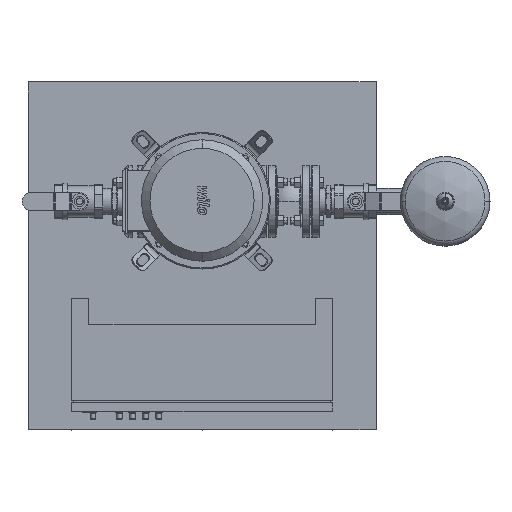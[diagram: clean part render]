
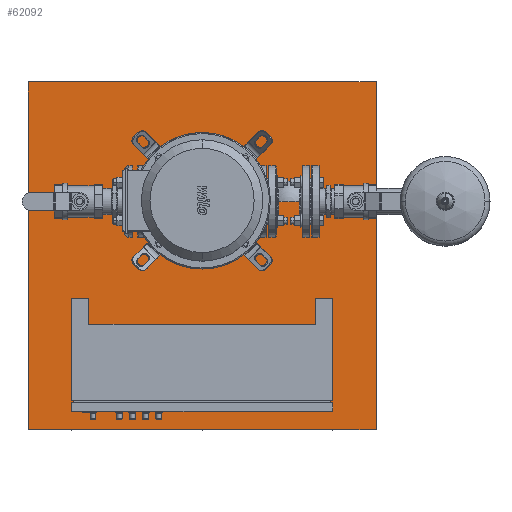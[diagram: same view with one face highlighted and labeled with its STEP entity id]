
A CAD part, top view. The second image highlights one B-rep face of the part: STEP entity #62092.
In plain terms, the highlighted planar face has unit normal (0, 0, 1).
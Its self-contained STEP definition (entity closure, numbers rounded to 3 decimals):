
#62053=CARTESIAN_POINT('',(-400.0,-125.,125.0));
#62054=DIRECTION('',(0.0,0.0,1.0));
#62055=DIRECTION('',(0.0,-1.0,0.0));
#62056=AXIS2_PLACEMENT_3D('',#62053,#62054,#62055);
#62057=PLANE('',#62056);
#62058=CARTESIAN_POINT('',(400.0,-525.0,125.));
#62059=VERTEX_POINT('',#62058);
#62060=CARTESIAN_POINT('',(400.0,275.0,125.));
#62061=VERTEX_POINT('',#62060);
#62062=CARTESIAN_POINT('',(400.0,-525.0,125.));
#62063=DIRECTION('',(0.0,1.0,0.0));
#62064=VECTOR('',#62063,800.0);
#62065=LINE('',#62062,#62064);
#62066=EDGE_CURVE('',#62059,#62061,#62065,.T.);
#62067=ORIENTED_EDGE('',*,*,#62066,.T.);
#62068=CARTESIAN_POINT('',(-400.0,275.0,125.));
#62069=VERTEX_POINT('',#62068);
#62070=CARTESIAN_POINT('',(-400.0,275.0,125.));
#62071=DIRECTION('',(1.0,0.0,0.0));
#62072=VECTOR('',#62071,800.0);
#62073=LINE('',#62070,#62072);
#62074=EDGE_CURVE('',#62069,#62061,#62073,.T.);
#62075=ORIENTED_EDGE('',*,*,#62074,.F.);
#62076=CARTESIAN_POINT('',(-400.0,-525.0,125.));
#62077=VERTEX_POINT('',#62076);
#62078=CARTESIAN_POINT('',(-400.0,275.0,125.));
#62079=DIRECTION('',(0.0,-1.0,0.0));
#62080=VECTOR('',#62079,800.0);
#62081=LINE('',#62078,#62080);
#62082=EDGE_CURVE('',#62069,#62077,#62081,.T.);
#62083=ORIENTED_EDGE('',*,*,#62082,.T.);
#62084=CARTESIAN_POINT('',(-400.0,-525.0,125.));
#62085=DIRECTION('',(1.0,0.0,0.0));
#62086=VECTOR('',#62085,800.0);
#62087=LINE('',#62084,#62086);
#62088=EDGE_CURVE('',#62077,#62059,#62087,.T.);
#62089=ORIENTED_EDGE('',*,*,#62088,.T.);
#62090=EDGE_LOOP('',(#62067,#62075,#62083,#62089));
#62091=FACE_OUTER_BOUND('',#62090,.T.);
#62092=ADVANCED_FACE('',(#62091),#62057,.T.);
